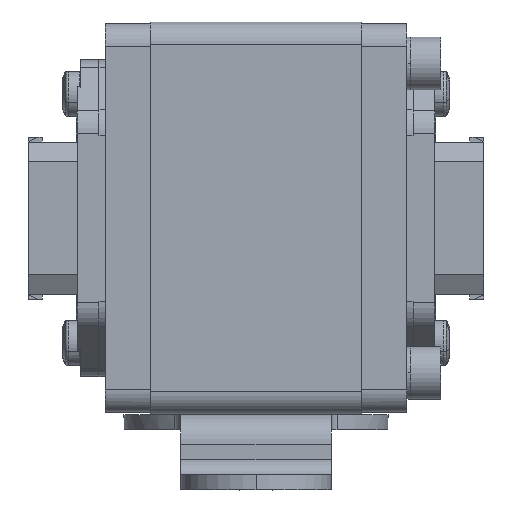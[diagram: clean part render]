
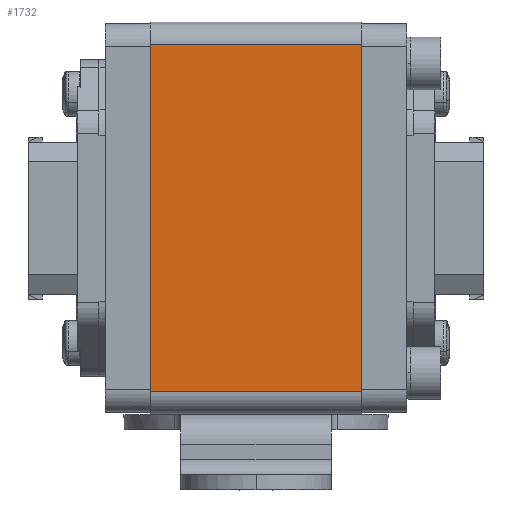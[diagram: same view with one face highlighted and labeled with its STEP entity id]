
A CAD part, front view. The second image highlights one B-rep face of the part: STEP entity #1732.
In plain terms, the highlighted planar face has unit normal (0, -1, 0).
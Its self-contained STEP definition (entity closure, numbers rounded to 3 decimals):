
#1712=AXIS2_PLACEMENT_3D('Plane Axis2P3D',#1709,#1710,#1711) ;
#1335=CARTESIAN_POINT('Vertex',(44.2,16.,13.)) ;
#1338=CARTESIAN_POINT('Line Origine',(30.2,16.,13.)) ;
#1342=CARTESIAN_POINT('Vertex',(16.2,16.,13.)) ;
#1394=CARTESIAN_POINT('Line Origine',(16.2,16.,36.)) ;
#1398=CARTESIAN_POINT('Vertex',(16.2,16.,59.)) ;
#1709=CARTESIAN_POINT('Axis2P3D Location',(30.2,16.,59.)) ;
#1714=CARTESIAN_POINT('Line Origine',(44.2,16.,36.)) ;
#1718=CARTESIAN_POINT('Vertex',(44.2,16.,59.)) ;
#1721=CARTESIAN_POINT('Line Origine',(30.2,16.,59.)) ;
#1339=DIRECTION('Vector Direction',(-1.,0.,0.)) ;
#1395=DIRECTION('Vector Direction',(0.,0.,1.)) ;
#1710=DIRECTION('Axis2P3D Direction',(0.,1.,0.)) ;
#1711=DIRECTION('Axis2P3D XDirection',(0.,0.,-1.)) ;
#1715=DIRECTION('Vector Direction',(0.,0.,-1.)) ;
#1722=DIRECTION('Vector Direction',(-1.,0.,0.)) ;
#1340=VECTOR('Line Direction',#1339,1.) ;
#1396=VECTOR('Line Direction',#1395,1.) ;
#1716=VECTOR('Line Direction',#1715,1.) ;
#1723=VECTOR('Line Direction',#1722,1.) ;
#1727=ORIENTED_EDGE('',*,*,#1720,.F.) ;
#1728=ORIENTED_EDGE('',*,*,#1725,.T.) ;
#1729=ORIENTED_EDGE('',*,*,#1400,.T.) ;
#1730=ORIENTED_EDGE('',*,*,#1344,.F.) ;
#1732=ADVANCED_FACE('Hauptk\X2\00F6\X0\rper',(#1731),#1713,.F.) ;
#1344=EDGE_CURVE('',#1336,#1343,#1341,.T.) ;
#1400=EDGE_CURVE('',#1399,#1343,#1397,.F.) ;
#1720=EDGE_CURVE('',#1719,#1336,#1717,.T.) ;
#1725=EDGE_CURVE('',#1719,#1399,#1724,.T.) ;
#1726=EDGE_LOOP('',(#1727,#1728,#1729,#1730)) ;
#1731=FACE_OUTER_BOUND('',#1726,.T.) ;
#1341=LINE('Line',#1338,#1340) ;
#1397=LINE('Line',#1394,#1396) ;
#1717=LINE('Line',#1714,#1716) ;
#1724=LINE('Line',#1721,#1723) ;
#1713=PLANE('',#1712) ;
#1336=VERTEX_POINT('',#1335) ;
#1343=VERTEX_POINT('',#1342) ;
#1399=VERTEX_POINT('',#1398) ;
#1719=VERTEX_POINT('',#1718) ;
